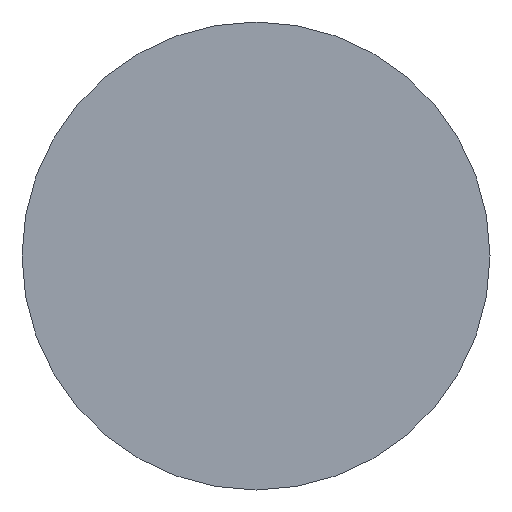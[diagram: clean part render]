
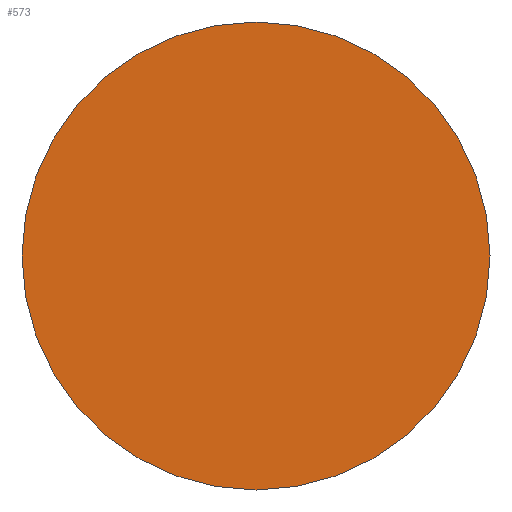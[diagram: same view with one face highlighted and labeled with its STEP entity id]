
A CAD part, front view. The second image highlights one B-rep face of the part: STEP entity #573.
In plain terms, the highlighted planar face has unit normal (0, -1, 0).
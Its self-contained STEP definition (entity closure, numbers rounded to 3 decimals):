
#68=PLANE('',#654);
#96=FACE_OUTER_BOUND('',#132,.T.);
#132=EDGE_LOOP('',(#470,#471));
#194=CIRCLE('',#655,12.5);
#195=CIRCLE('',#656,12.5);
#250=VERTEX_POINT('',#1026);
#251=VERTEX_POINT('',#1027);
#327=EDGE_CURVE('',#250,#251,#194,.T.);
#328=EDGE_CURVE('',#251,#250,#195,.T.);
#470=ORIENTED_EDGE('',*,*,#327,.F.);
#471=ORIENTED_EDGE('',*,*,#328,.F.);
#573=ADVANCED_FACE('',(#96),#68,.T.);
#654=AXIS2_PLACEMENT_3D('',#1025,#799,#800);
#655=AXIS2_PLACEMENT_3D('',#1028,#801,#802);
#656=AXIS2_PLACEMENT_3D('',#1029,#803,#804);
#799=DIRECTION('center_axis',(0.,-1.,0.));
#800=DIRECTION('ref_axis',(0.,0.,-1.));
#801=DIRECTION('center_axis',(0.,1.,0.));
#802=DIRECTION('ref_axis',(-1.,0.,0.));
#803=DIRECTION('center_axis',(0.,1.,0.));
#804=DIRECTION('ref_axis',(-1.,0.,0.));
#1025=CARTESIAN_POINT('Origin',(-6.25,0.,0.));
#1026=CARTESIAN_POINT('',(-12.5,0.,0.));
#1027=CARTESIAN_POINT('',(12.5,0.,0.));
#1028=CARTESIAN_POINT('Origin',(0.,0.,
0.));
#1029=CARTESIAN_POINT('Origin',(0.,0.,
0.));
